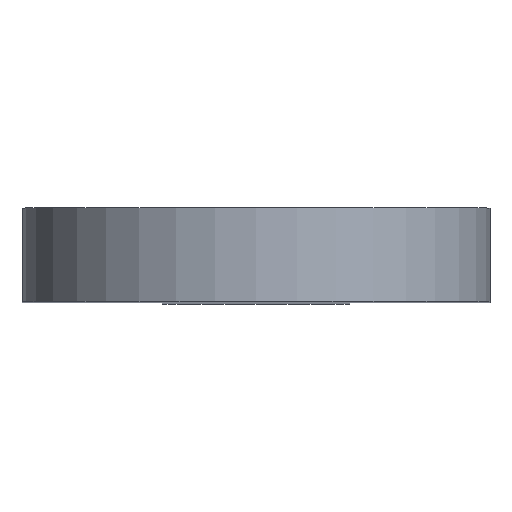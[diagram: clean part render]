
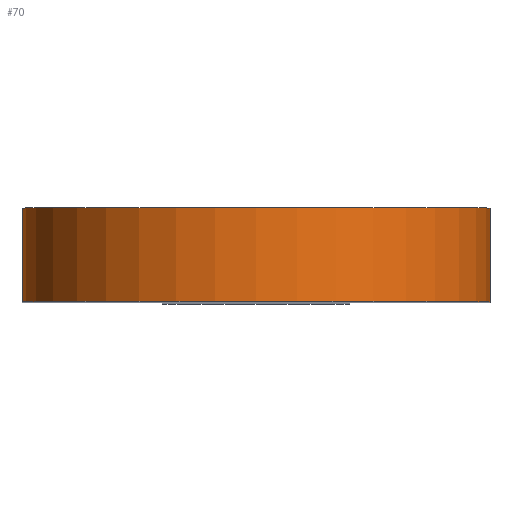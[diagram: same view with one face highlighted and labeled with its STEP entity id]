
A CAD part, top view. The second image highlights one B-rep face of the part: STEP entity #70.
In plain terms, the highlighted cylindrical face has radius 1.5 mm (diameter 3 mm), a partial arc.
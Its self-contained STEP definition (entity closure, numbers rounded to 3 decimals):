
#27=VECTOR('',#28,1.);
#28=DIRECTION('',(0.,1.,0.));
#35=DIRECTION('',(-1.,0.,0.));
#54=VERTEX_POINT('',#55);
#55=CARTESIAN_POINT('',(-1.5,0.3,4.8));
#60=EDGE_CURVE('',#61,#54,#63,.T.);
#61=VERTEX_POINT('',#62);
#62=CARTESIAN_POINT('',(-1.5,-0.3,4.8));
#63=LINE('',#62,#27);
#70=ADVANCED_FACE('',(#71),#92,.T.);
#71=FACE_BOUND('',#72,.F.);
#72=EDGE_LOOP('',(#73,#74,#82,#87));
#73=ORIENTED_EDGE('',*,*,#60,.T.);
#74=ORIENTED_EDGE('',*,*,#75,.T.);
#75=EDGE_CURVE('',#54,#76,#78,.T.);
#76=VERTEX_POINT('',#77);
#77=CARTESIAN_POINT('',(1.5,0.3,4.8));
#78=CIRCLE('',#79,1.5);
#79=AXIS2_PLACEMENT_3D('',#80,#81,#35);
#80=CARTESIAN_POINT('',(0.,0.3,4.8));
#81=DIRECTION('',(0.,1.,0.));
#82=ORIENTED_EDGE('',*,*,#83,.F.);
#83=EDGE_CURVE('',#84,#76,#86,.T.);
#84=VERTEX_POINT('',#85);
#85=CARTESIAN_POINT('',(1.5,-0.3,4.8));
#86=LINE('',#85,#27);
#87=ORIENTED_EDGE('',*,*,#88,.F.);
#88=EDGE_CURVE('',#61,#84,#89,.T.);
#89=CIRCLE('',#90,1.5);
#90=AXIS2_PLACEMENT_3D('',#91,#81,#35);
#91=CARTESIAN_POINT('',(0.,-0.3,4.8));
#92=CYLINDRICAL_SURFACE('',#93,1.5);
#93=AXIS2_PLACEMENT_3D('',#91,#94,#35);
#94=DIRECTION('',(0.,-1.,0.));
